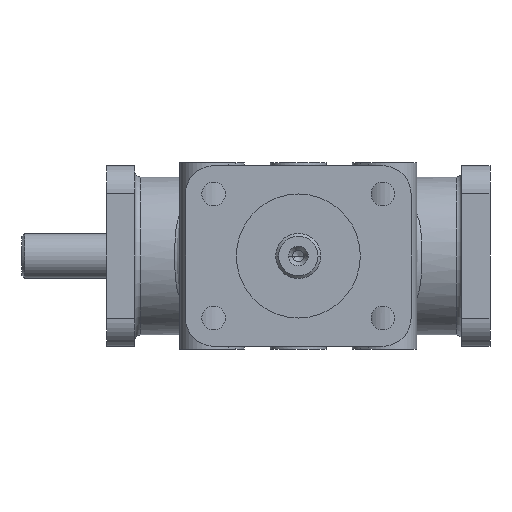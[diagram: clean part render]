
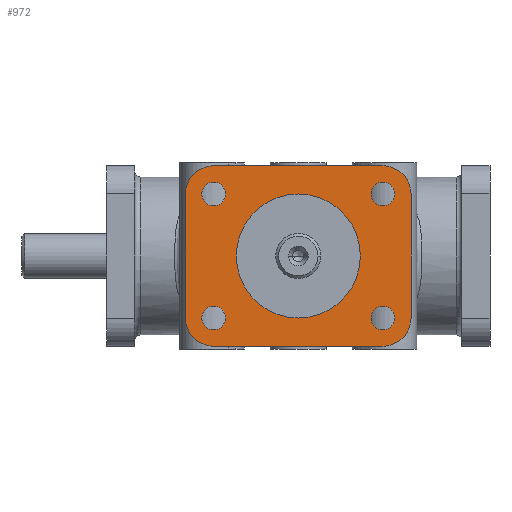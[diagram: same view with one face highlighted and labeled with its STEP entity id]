
A CAD part, front view. The second image highlights one B-rep face of the part: STEP entity #972.
In plain terms, the highlighted planar face has unit normal (0, -1, 0).
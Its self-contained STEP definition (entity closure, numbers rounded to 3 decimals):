
#972=ADVANCED_FACE('',(#2712,#2713,#2714,#2715,#2716,#2717),#2718,.F.);
#2712=FACE_OUTER_BOUND('',#5931,.T.);
#2713=FACE_BOUND('',#5932,.T.);
#2714=FACE_BOUND('',#5933,.T.);
#2715=FACE_BOUND('',#5934,.T.);
#2716=FACE_BOUND('',#5935,.T.);
#2717=FACE_BOUND('',#5936,.T.);
#2718=PLANE('',#5937);
#5931=EDGE_LOOP('',(#13767,#13768,#13769,#13770,#13771,#13772,#13773,#13774));
#5932=EDGE_LOOP('',(#13775,#13776,#13777));
#5933=EDGE_LOOP('',(#13778,#13779,#13780));
#5934=EDGE_LOOP('',(#13781,#13782,#13783));
#5935=EDGE_LOOP('',(#13784,#13785,#13786));
#5936=EDGE_LOOP('',(#13787,#13788,#13789));
#5937=AXIS2_PLACEMENT_3D('',#13790,#13791,#13792);
#13767=ORIENTED_EDGE('',*,*,#24555,.T.);
#13768=ORIENTED_EDGE('',*,*,#24556,.T.);
#13769=ORIENTED_EDGE('',*,*,#24557,.T.);
#13770=ORIENTED_EDGE('',*,*,#24558,.T.);
#13771=ORIENTED_EDGE('',*,*,#24559,.T.);
#13772=ORIENTED_EDGE('',*,*,#24560,.T.);
#13773=ORIENTED_EDGE('',*,*,#24561,.T.);
#13774=ORIENTED_EDGE('',*,*,#24562,.T.);
#13775=ORIENTED_EDGE('',*,*,#24563,.F.);
#13776=ORIENTED_EDGE('',*,*,#24564,.F.);
#13777=ORIENTED_EDGE('',*,*,#24565,.F.);
#13778=ORIENTED_EDGE('',*,*,#24566,.F.);
#13779=ORIENTED_EDGE('',*,*,#24567,.F.);
#13780=ORIENTED_EDGE('',*,*,#24568,.F.);
#13781=ORIENTED_EDGE('',*,*,#24569,.F.);
#13782=ORIENTED_EDGE('',*,*,#24570,.F.);
#13783=ORIENTED_EDGE('',*,*,#24571,.F.);
#13784=ORIENTED_EDGE('',*,*,#24572,.F.);
#13785=ORIENTED_EDGE('',*,*,#24573,.F.);
#13786=ORIENTED_EDGE('',*,*,#24574,.F.);
#13787=ORIENTED_EDGE('',*,*,#24575,.T.);
#13788=ORIENTED_EDGE('',*,*,#24576,.T.);
#13789=ORIENTED_EDGE('',*,*,#24577,.T.);
#13790=CARTESIAN_POINT('',(0.0,-60.0,0.0));
#13791=DIRECTION('',(0.0,1.0,0.0));
#13792=DIRECTION('',(1.0,0.0,-0.0));
#24555=EDGE_CURVE('',#28146,#28147,#28148,.T.);
#24556=EDGE_CURVE('',#28147,#28149,#28150,.T.);
#24557=EDGE_CURVE('',#28149,#28151,#28152,.T.);
#24558=EDGE_CURVE('',#28151,#28153,#28154,.T.);
#24559=EDGE_CURVE('',#28153,#28155,#28156,.T.);
#24560=EDGE_CURVE('',#28155,#28157,#28158,.T.);
#24561=EDGE_CURVE('',#28157,#28159,#28160,.T.);
#24562=EDGE_CURVE('',#28159,#28146,#28161,.T.);
#24563=EDGE_CURVE('',#28162,#28163,#28164,.T.);
#24564=EDGE_CURVE('',#28165,#28162,#28166,.T.);
#24565=EDGE_CURVE('',#28163,#28165,#28167,.T.);
#24566=EDGE_CURVE('',#28168,#28169,#28170,.T.);
#24567=EDGE_CURVE('',#28171,#28168,#28172,.T.);
#24568=EDGE_CURVE('',#28169,#28171,#28173,.T.);
#24569=EDGE_CURVE('',#28174,#28175,#28176,.T.);
#24570=EDGE_CURVE('',#28177,#28174,#28178,.T.);
#24571=EDGE_CURVE('',#28175,#28177,#28179,.T.);
#24572=EDGE_CURVE('',#28180,#28181,#28182,.T.);
#24573=EDGE_CURVE('',#28183,#28180,#28184,.T.);
#24574=EDGE_CURVE('',#28181,#28183,#28185,.T.);
#24575=EDGE_CURVE('',#28186,#28187,#28188,.T.);
#24576=EDGE_CURVE('',#28187,#28189,#28190,.T.);
#24577=EDGE_CURVE('',#28189,#28186,#28191,.T.);
#28146=VERTEX_POINT('',#36014);
#28147=VERTEX_POINT('',#36015);
#28148=CIRCLE('',#36016,5.0);
#28149=VERTEX_POINT('',#36017);
#28150=LINE('',#36018,#36019);
#28151=VERTEX_POINT('',#36020);
#28152=CIRCLE('',#36021,5.0);
#28153=VERTEX_POINT('',#36022);
#28154=LINE('',#36023,#36024);
#28155=VERTEX_POINT('',#36025);
#28156=CIRCLE('',#36026,5.0);
#28157=VERTEX_POINT('',#36027);
#28158=LINE('',#36028,#36029);
#28159=VERTEX_POINT('',#36030);
#28160=CIRCLE('',#36031,5.0);
#28161=LINE('',#36032,#36033);
#28162=VERTEX_POINT('',#36034);
#28163=VERTEX_POINT('',#36035);
#28164=CIRCLE('',#36036,2.1);
#28165=VERTEX_POINT('',#36037);
#28166=CIRCLE('',#36038,2.1);
#28167=CIRCLE('',#36039,2.1);
#28168=VERTEX_POINT('',#36040);
#28169=VERTEX_POINT('',#36041);
#28170=CIRCLE('',#36042,2.1);
#28171=VERTEX_POINT('',#36043);
#28172=CIRCLE('',#36044,2.1);
#28173=CIRCLE('',#36045,2.1);
#28174=VERTEX_POINT('',#36046);
#28175=VERTEX_POINT('',#36047);
#28176=CIRCLE('',#36048,2.1);
#28177=VERTEX_POINT('',#36049);
#28178=CIRCLE('',#36050,2.1);
#28179=CIRCLE('',#36051,2.1);
#28180=VERTEX_POINT('',#36052);
#28181=VERTEX_POINT('',#36053);
#28182=CIRCLE('',#36054,2.1);
#28183=VERTEX_POINT('',#36055);
#28184=CIRCLE('',#36056,2.1);
#28185=CIRCLE('',#36057,2.1);
#28186=VERTEX_POINT('',#36058);
#28187=VERTEX_POINT('',#36059);
#28188=CIRCLE('',#36060,11.0);
#28189=VERTEX_POINT('',#36061);
#28190=CIRCLE('',#36062,11.0);
#28191=CIRCLE('',#36063,11.0);
#36014=CARTESIAN_POINT('',(-20.0,-60.0,-11.0));
#36015=CARTESIAN_POINT('',(-15.0,-60.0,-16.0));
#36016=AXIS2_PLACEMENT_3D('',#47650,#47651,#47652);
#36017=CARTESIAN_POINT('',(15.0,-60.0,-16.0));
#36018=CARTESIAN_POINT('',(-15.0,-60.0,-16.0));
#36019=VECTOR('',#47653,1000.0);
#36020=CARTESIAN_POINT('',(20.0,-60.0,-11.0));
#36021=AXIS2_PLACEMENT_3D('',#47654,#47655,#47656);
#36022=CARTESIAN_POINT('',(20.0,-60.0,11.0));
#36023=CARTESIAN_POINT('',(20.0,-60.0,-11.0));
#36024=VECTOR('',#47657,1000.0);
#36025=CARTESIAN_POINT('',(15.0,-60.0,16.0));
#36026=AXIS2_PLACEMENT_3D('',#47658,#47659,#47660);
#36027=CARTESIAN_POINT('',(-15.0,-60.0,16.0));
#36028=CARTESIAN_POINT('',(15.0,-60.0,16.0));
#36029=VECTOR('',#47661,1000.0);
#36030=CARTESIAN_POINT('',(-20.0,-60.0,11.0));
#36031=AXIS2_PLACEMENT_3D('',#47662,#47663,#47664);
#36032=CARTESIAN_POINT('',(-20.0,-60.0,11.0));
#36033=VECTOR('',#47665,1000.0);
#36034=CARTESIAN_POINT('',(17.1,-60.0,11.0));
#36035=CARTESIAN_POINT('',(15.0,-60.0,13.1));
#36036=AXIS2_PLACEMENT_3D('',#47666,#47667,#47668);
#36037=CARTESIAN_POINT('',(15.0,-60.0,8.9));
#36038=AXIS2_PLACEMENT_3D('',#47669,#47670,#47671);
#36039=AXIS2_PLACEMENT_3D('',#47672,#47673,#47674);
#36040=CARTESIAN_POINT('',(17.1,-60.0,-11.0));
#36041=CARTESIAN_POINT('',(15.0,-60.0,-8.9));
#36042=AXIS2_PLACEMENT_3D('',#47675,#47676,#47677);
#36043=CARTESIAN_POINT('',(15.0,-60.0,-13.1));
#36044=AXIS2_PLACEMENT_3D('',#47678,#47679,#47680);
#36045=AXIS2_PLACEMENT_3D('',#47681,#47682,#47683);
#36046=CARTESIAN_POINT('',(-12.9,-60.0,-11.0));
#36047=CARTESIAN_POINT('',(-15.0,-60.0,-8.9));
#36048=AXIS2_PLACEMENT_3D('',#47684,#47685,#47686);
#36049=CARTESIAN_POINT('',(-15.0,-60.0,-13.1));
#36050=AXIS2_PLACEMENT_3D('',#47687,#47688,#47689);
#36051=AXIS2_PLACEMENT_3D('',#47690,#47691,#47692);
#36052=CARTESIAN_POINT('',(-12.9,-60.0,11.0));
#36053=CARTESIAN_POINT('',(-15.0,-60.0,13.1));
#36054=AXIS2_PLACEMENT_3D('',#47693,#47694,#47695);
#36055=CARTESIAN_POINT('',(-15.0,-60.0,8.9));
#36056=AXIS2_PLACEMENT_3D('',#47696,#47697,#47698);
#36057=AXIS2_PLACEMENT_3D('',#47699,#47700,#47701);
#36058=CARTESIAN_POINT('',(11.0,-60.0,0.0));
#36059=CARTESIAN_POINT('',(0.,-60.0,-11.0));
#36060=AXIS2_PLACEMENT_3D('',#47702,#47703,#47704);
#36061=CARTESIAN_POINT('',(0.,-60.0,11.0));
#36062=AXIS2_PLACEMENT_3D('',#47705,#47706,#47707);
#36063=AXIS2_PLACEMENT_3D('',#47708,#47709,#47710);
#47650=CARTESIAN_POINT('',(-15.0,-60.0,-11.0));
#47651=DIRECTION('',(0.0,-1.0,0.0));
#47652=DIRECTION('',(1.0,0.0,0.0));
#47653=DIRECTION('',(1.0,0.0,0.0));
#47654=CARTESIAN_POINT('',(15.0,-60.0,-11.0));
#47655=DIRECTION('',(0.0,-1.0,0.0));
#47656=DIRECTION('',(-1.0,0.0,0.0));
#47657=DIRECTION('',(0.0,0.0,1.0));
#47658=CARTESIAN_POINT('',(15.0,-60.0,11.0));
#47659=DIRECTION('',(0.0,-1.0,0.0));
#47660=DIRECTION('',(1.0,0.0,0.0));
#47661=DIRECTION('',(-1.0,0.0,0.0));
#47662=CARTESIAN_POINT('',(-15.0,-60.0,11.0));
#47663=DIRECTION('',(0.0,-1.0,0.0));
#47664=DIRECTION('',(1.0,0.0,0.0));
#47665=DIRECTION('',(0.0,0.0,-1.0));
#47666=CARTESIAN_POINT('',(15.0,-60.0,11.0));
#47667=DIRECTION('',(0.0,-1.0,0.0));
#47668=DIRECTION('',(1.0,0.0,0.0));
#47669=CARTESIAN_POINT('',(15.0,-60.0,11.0));
#47670=DIRECTION('',(0.0,-1.0,0.0));
#47671=DIRECTION('',(1.0,0.0,0.0));
#47672=CARTESIAN_POINT('',(15.0,-60.0,11.0));
#47673=DIRECTION('',(0.0,-1.0,0.0));
#47674=DIRECTION('',(1.0,0.0,0.0));
#47675=CARTESIAN_POINT('',(15.0,-60.0,-11.0));
#47676=DIRECTION('',(0.0,-1.0,0.0));
#47677=DIRECTION('',(1.0,0.0,0.0));
#47678=CARTESIAN_POINT('',(15.0,-60.0,-11.0));
#47679=DIRECTION('',(0.0,-1.0,0.0));
#47680=DIRECTION('',(1.0,0.0,0.0));
#47681=CARTESIAN_POINT('',(15.0,-60.0,-11.0));
#47682=DIRECTION('',(0.0,-1.0,0.0));
#47683=DIRECTION('',(1.0,0.0,0.0));
#47684=CARTESIAN_POINT('',(-15.0,-60.0,-11.0));
#47685=DIRECTION('',(0.0,-1.0,0.0));
#47686=DIRECTION('',(1.0,0.0,0.0));
#47687=CARTESIAN_POINT('',(-15.0,-60.0,-11.0));
#47688=DIRECTION('',(0.0,-1.0,0.0));
#47689=DIRECTION('',(1.0,0.0,0.0));
#47690=CARTESIAN_POINT('',(-15.0,-60.0,-11.0));
#47691=DIRECTION('',(0.0,-1.0,0.0));
#47692=DIRECTION('',(1.0,0.0,0.0));
#47693=CARTESIAN_POINT('',(-15.0,-60.0,11.0));
#47694=DIRECTION('',(0.0,-1.0,0.0));
#47695=DIRECTION('',(1.0,0.0,0.0));
#47696=CARTESIAN_POINT('',(-15.0,-60.0,11.0));
#47697=DIRECTION('',(0.0,-1.0,0.0));
#47698=DIRECTION('',(1.0,0.0,0.0));
#47699=CARTESIAN_POINT('',(-15.0,-60.0,11.0));
#47700=DIRECTION('',(0.0,-1.0,0.0));
#47701=DIRECTION('',(1.0,0.0,0.0));
#47702=CARTESIAN_POINT('',(0.0,-60.0,0.0));
#47703=DIRECTION('',(-0.0,1.0,0.0));
#47704=DIRECTION('',(1.0,0.0,0.0));
#47705=CARTESIAN_POINT('',(0.0,-60.0,0.0));
#47706=DIRECTION('',(-0.0,1.0,0.0));
#47707=DIRECTION('',(1.0,0.0,0.0));
#47708=CARTESIAN_POINT('',(0.0,-60.0,0.0));
#47709=DIRECTION('',(-0.0,1.0,0.0));
#47710=DIRECTION('',(1.0,0.0,0.0));
